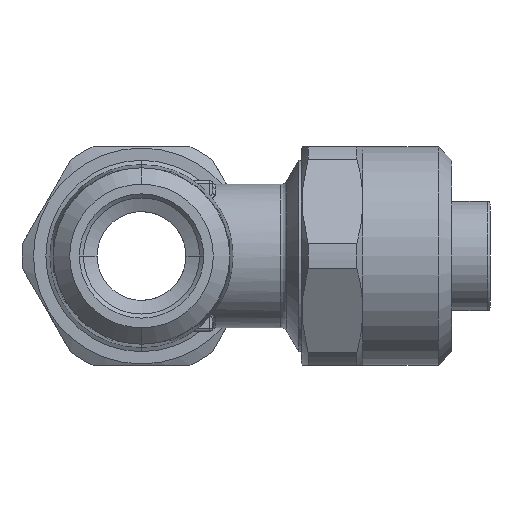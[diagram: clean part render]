
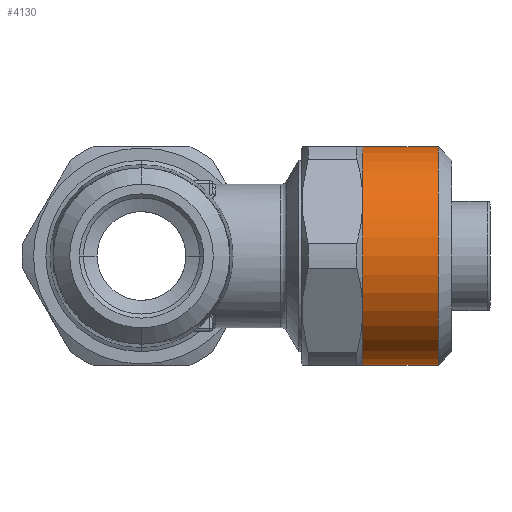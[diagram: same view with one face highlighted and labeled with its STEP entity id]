
A CAD part, front view. The second image highlights one B-rep face of the part: STEP entity #4130.
In plain terms, the highlighted cylindrical face has radius 8 mm (diameter 16 mm), a partial arc.
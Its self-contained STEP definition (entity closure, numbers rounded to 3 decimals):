
#1 = EDGE_CURVE ( 'NONE', #5970, #5969, #4827, .T. ) ;
#4 = EDGE_CURVE ( 'NONE', #5969, #5968, #4820, .T. ) ;
#5 = EDGE_CURVE ( 'NONE', #5968, #5967, #4848, .T. ) ;
#6 = EDGE_CURVE ( 'NONE', #6191, #5967, #1009, .T. ) ;
#8 = EDGE_CURVE ( 'NONE', #5966, #6191, #4880, .T. ) ;
#1009 = LINE ( 'NONE', #2146, #4857 ) ;
#1119 = LINE ( 'NONE', #1697, #4090 ) ;
#1130 = CYLINDRICAL_SURFACE ( 'NONE', #4037, 8. ) ;
#1133 = FACE_OUTER_BOUND ( 'NONE', #7351, .T. ) ;
#1697 = CARTESIAN_POINT ( 'NONE',  ( 8.487, 0., -8. ) ) ;
#1698 = DIRECTION ( 'NONE',  ( -1., 0., 0. ) ) ;
#1770 = CARTESIAN_POINT ( 'NONE',  ( 8.487, 0., 0. ) ) ;
#1771 = DIRECTION ( 'NONE',  ( -1., 0., 0. ) ) ;
#1772 = DIRECTION ( 'NONE',  ( 0., 0., -1. ) ) ;
#2132 = CARTESIAN_POINT ( 'NONE',  ( 16.2, 0., 0. ) ) ;
#2133 = DIRECTION ( 'NONE',  ( -1., 0., 0. ) ) ;
#2134 = DIRECTION ( 'NONE',  ( 0., 0., -1. ) ) ;
#2140 = CARTESIAN_POINT ( 'NONE',  ( 16.2, 0., 0. ) ) ;
#2141 = DIRECTION ( 'NONE',  ( -1., 0., 0. ) ) ;
#2142 = DIRECTION ( 'NONE',  ( 0., 0., -1. ) ) ;
#2143 = CARTESIAN_POINT ( 'NONE',  ( 16.2, 0., 0. ) ) ;
#2144 = DIRECTION ( 'NONE',  ( -1., 0., 0. ) ) ;
#2145 = DIRECTION ( 'NONE',  ( 0., 0., -1. ) ) ;
#2146 = CARTESIAN_POINT ( 'NONE',  ( 8.487, 0., 8. ) ) ;
#2147 = DIRECTION ( 'NONE',  ( -1., 0., 0. ) ) ;
#2150 = CARTESIAN_POINT ( 'NONE',  ( 21.7, 0., 0. ) ) ;
#2151 = DIRECTION ( 'NONE',  ( -1., 0., 0. ) ) ;
#2152 = DIRECTION ( 'NONE',  ( 0., 0., -1. ) ) ;
#3190 = CARTESIAN_POINT ( 'NONE',  ( 21.7, 0., -8. ) ) ;
#3191 = CARTESIAN_POINT ( 'NONE',  ( 16.2, 0., 8. ) ) ;
#3192 = CARTESIAN_POINT ( 'NONE',  ( 16.2, -6.928, 4. ) ) ;
#3193 = CARTESIAN_POINT ( 'NONE',  ( 16.2, -6.928, -4. ) ) ;
#3194 = CARTESIAN_POINT ( 'NONE',  ( 16.2, 0., -8. ) ) ;
#3237 = CARTESIAN_POINT ( 'NONE',  ( 21.7, 0., 8. ) ) ;
#4037 = AXIS2_PLACEMENT_3D ( 'NONE', #1770, #1771, #1772 ) ;
#4059 = EDGE_CURVE ( 'NONE', #5966, #5970, #1119, .T. ) ;
#4090 = VECTOR ( 'NONE', #1698, 1000. ) ;
#4130 = ADVANCED_FACE ( 'NONE', ( #1133 ), #1130, .T. ) ;
#4814 = AXIS2_PLACEMENT_3D ( 'NONE', #2140, #2141, #2142 ) ;
#4820 = CIRCLE ( 'NONE', #4814, 8. ) ;
#4827 = CIRCLE ( 'NONE', #4879, 8. ) ;
#4848 = CIRCLE ( 'NONE', #4859, 8. ) ;
#4857 = VECTOR ( 'NONE', #2147, 1000. ) ;
#4859 = AXIS2_PLACEMENT_3D ( 'NONE', #2143, #2144, #2145 ) ;
#4877 = AXIS2_PLACEMENT_3D ( 'NONE', #2150, #2151, #2152 ) ;
#4879 = AXIS2_PLACEMENT_3D ( 'NONE', #2132, #2133, #2134 ) ;
#4880 = CIRCLE ( 'NONE', #4877, 8. ) ;
#5966 = VERTEX_POINT ( 'NONE', #3190 ) ;
#5967 = VERTEX_POINT ( 'NONE', #3191 ) ;
#5968 = VERTEX_POINT ( 'NONE', #3192 ) ;
#5969 = VERTEX_POINT ( 'NONE', #3193 ) ;
#5970 = VERTEX_POINT ( 'NONE', #3194 ) ;
#6102 = ORIENTED_EDGE ( 'NONE', *, *, #8, .T. ) ;
#6103 = ORIENTED_EDGE ( 'NONE', *, *, #5, .F. ) ;
#6104 = ORIENTED_EDGE ( 'NONE', *, *, #6, .T. ) ;
#6105 = ORIENTED_EDGE ( 'NONE', *, *, #4, .F. ) ;
#6106 = ORIENTED_EDGE ( 'NONE', *, *, #1, .F. ) ;
#6107 = ORIENTED_EDGE ( 'NONE', *, *, #4059, .F. ) ;
#6191 = VERTEX_POINT ( 'NONE', #3237 ) ;
#7351 = EDGE_LOOP ( 'NONE', ( #6102, #6104, #6103, #6105, #6106, #6107 ) ) ;
